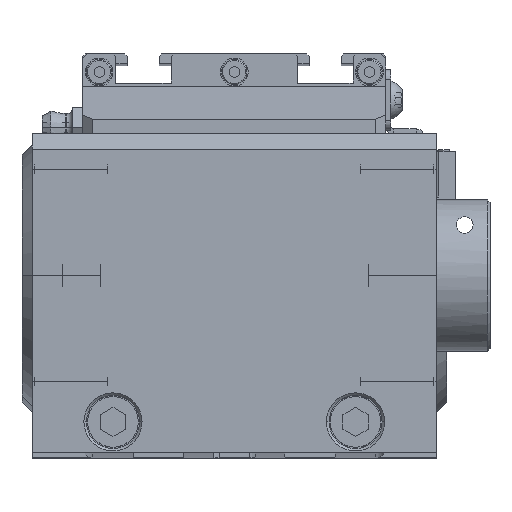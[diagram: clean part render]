
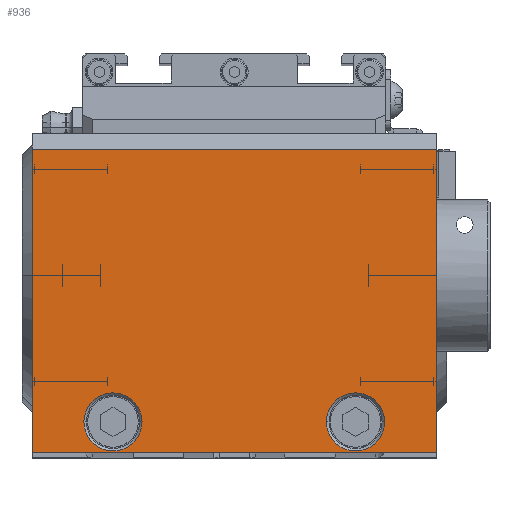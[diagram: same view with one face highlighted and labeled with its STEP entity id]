
A CAD part, top view. The second image highlights one B-rep face of the part: STEP entity #936.
In plain terms, the highlighted planar face has unit normal (0, 0, 1).
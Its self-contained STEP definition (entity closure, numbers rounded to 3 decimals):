
#265 = CARTESIAN_POINT ( 'NONE',  ( -24., 6., 29.5 ) ) ;
#335 = CARTESIAN_POINT ( 'NONE',  ( -40., 0., 29.5 ) ) ;
#524 = DIRECTION ( 'NONE',  ( 0., 0., -1. ) ) ;
#936 = ADVANCED_FACE ( 'NONE', ( #26050, #9363, #8675 ), #15790, .T. ) ;
#1295 = DIRECTION ( 'NONE',  ( -1., 0., 0. ) ) ;
#2410 = CARTESIAN_POINT ( 'NONE',  ( -40., 0., 29.5 ) ) ;
#2671 = DIRECTION ( 'NONE',  ( 1., 0., 0. ) ) ;
#2787 = CARTESIAN_POINT ( 'NONE',  ( 18.25, 6., 29.5 ) ) ;
#2983 = ORIENTED_EDGE ( 'NONE', *, *, #12308, .T. ) ;
#3140 = CARTESIAN_POINT ( 'NONE',  ( -24., 6., 29.5 ) ) ;
#3576 = DIRECTION ( 'NONE',  ( 1., 0., 0. ) ) ;
#3800 = ORIENTED_EDGE ( 'NONE', *, *, #5660, .T. ) ;
#4345 = CARTESIAN_POINT ( 'NONE',  ( 40., 0., 29.5 ) ) ;
#4624 = ORIENTED_EDGE ( 'NONE', *, *, #21900, .T. ) ;
#4629 = CARTESIAN_POINT ( 'NONE',  ( -40., 60., 29.5 ) ) ;
#4977 = EDGE_CURVE ( 'NONE', #15255, #28152, #23926, .T. ) ;
#5001 = CARTESIAN_POINT ( 'NONE',  ( -29.75, 6., 29.5 ) ) ;
#5072 = AXIS2_PLACEMENT_3D ( 'NONE', #8049, #26039, #3576 ) ;
#5437 = DIRECTION ( 'NONE',  ( 0., 0., -1. ) ) ;
#5660 = EDGE_CURVE ( 'NONE', #14046, #18683, #15465, .T. ) ;
#6018 = ORIENTED_EDGE ( 'NONE', *, *, #16622, .T. ) ;
#6372 = CARTESIAN_POINT ( 'NONE',  ( 24., 6., 29.5 ) ) ;
#6833 = DIRECTION ( 'NONE',  ( 1., 0., 0. ) ) ;
#7348 = DIRECTION ( 'NONE',  ( 0., -1., 0. ) ) ;
#8049 = CARTESIAN_POINT ( 'NONE',  ( 24., 6., 29.5 ) ) ;
#8675 = FACE_OUTER_BOUND ( 'NONE', #16651, .T. ) ;
#8987 = ORIENTED_EDGE ( 'NONE', *, *, #13257, .T. ) ;
#9111 = AXIS2_PLACEMENT_3D ( 'NONE', #2410, #15409, #11280 ) ;
#9363 = FACE_BOUND ( 'NONE', #19996, .T. ) ;
#9413 = LINE ( 'NONE', #19119, #10802 ) ;
#9678 = LINE ( 'NONE', #9948, #19403 ) ;
#9948 = CARTESIAN_POINT ( 'NONE',  ( 40., 0., 29.5 ) ) ;
#10029 = CIRCLE ( 'NONE', #5072, 5.75 ) ;
#10230 = VERTEX_POINT ( 'NONE', #4345 ) ;
#10802 = VECTOR ( 'NONE', #1295, 1000. ) ;
#10873 = VECTOR ( 'NONE', #6833, 1000. ) ;
#10907 = AXIS2_PLACEMENT_3D ( 'NONE', #6372, #524, #2671 ) ;
#11280 = DIRECTION ( 'NONE',  ( 1., 0., 0. ) ) ;
#11363 = DIRECTION ( 'NONE',  ( 1., 0., 0. ) ) ;
#11587 = LINE ( 'NONE', #335, #10873 ) ;
#12308 = EDGE_CURVE ( 'NONE', #25635, #15722, #9413, .T. ) ;
#12692 = CARTESIAN_POINT ( 'NONE',  ( -40., 0., 29.5 ) ) ;
#12822 = EDGE_LOOP ( 'NONE', ( #16783, #28543 ) ) ;
#13257 = EDGE_CURVE ( 'NONE', #15722, #14615, #20381, .T. ) ;
#14046 = VERTEX_POINT ( 'NONE', #20413 ) ;
#14615 = VERTEX_POINT ( 'NONE', #12692 ) ;
#15255 = VERTEX_POINT ( 'NONE', #2787 ) ;
#15409 = DIRECTION ( 'NONE',  ( 0., 0., 1. ) ) ;
#15465 = CIRCLE ( 'NONE', #28264, 5.75 ) ;
#15722 = VERTEX_POINT ( 'NONE', #4629 ) ;
#15790 = PLANE ( 'NONE',  #9111 ) ;
#16622 = EDGE_CURVE ( 'NONE', #14615, #10230, #11587, .T. ) ;
#16651 = EDGE_LOOP ( 'NONE', ( #20430, #2983, #8987, #6018 ) ) ;
#16783 = ORIENTED_EDGE ( 'NONE', *, *, #27788, .T. ) ;
#18012 = VECTOR ( 'NONE', #7348, 1000. ) ;
#18683 = VERTEX_POINT ( 'NONE', #5001 ) ;
#18714 = DIRECTION ( 'NONE',  ( 1., 0., 0. ) ) ;
#19119 = CARTESIAN_POINT ( 'NONE',  ( -40., 60., 29.5 ) ) ;
#19403 = VECTOR ( 'NONE', #23165, 1000. ) ;
#19992 = DIRECTION ( 'NONE',  ( 0., 0., -1. ) ) ;
#19996 = EDGE_LOOP ( 'NONE', ( #3800, #4624 ) ) ;
#20381 = LINE ( 'NONE', #24946, #18012 ) ;
#20413 = CARTESIAN_POINT ( 'NONE',  ( -18.25, 6., 29.5 ) ) ;
#20430 = ORIENTED_EDGE ( 'NONE', *, *, #28298, .F. ) ;
#20709 = CARTESIAN_POINT ( 'NONE',  ( 29.75, 6., 29.5 ) ) ;
#21451 = CIRCLE ( 'NONE', #21487, 5.75 ) ;
#21487 = AXIS2_PLACEMENT_3D ( 'NONE', #265, #19992, #11363 ) ;
#21900 = EDGE_CURVE ( 'NONE', #18683, #14046, #21451, .T. ) ;
#23165 = DIRECTION ( 'NONE',  ( 0., -1., 0. ) ) ;
#23926 = CIRCLE ( 'NONE', #10907, 5.75 ) ;
#24946 = CARTESIAN_POINT ( 'NONE',  ( -40., 0., 29.5 ) ) ;
#25635 = VERTEX_POINT ( 'NONE', #26477 ) ;
#26039 = DIRECTION ( 'NONE',  ( 0., 0., -1. ) ) ;
#26050 = FACE_BOUND ( 'NONE', #12822, .T. ) ;
#26477 = CARTESIAN_POINT ( 'NONE',  ( 40., 60., 29.5 ) ) ;
#27788 = EDGE_CURVE ( 'NONE', #28152, #15255, #10029, .T. ) ;
#28152 = VERTEX_POINT ( 'NONE', #20709 ) ;
#28264 = AXIS2_PLACEMENT_3D ( 'NONE', #3140, #5437, #18714 ) ;
#28298 = EDGE_CURVE ( 'NONE', #25635, #10230, #9678, .T. ) ;
#28543 = ORIENTED_EDGE ( 'NONE', *, *, #4977, .T. ) ;
